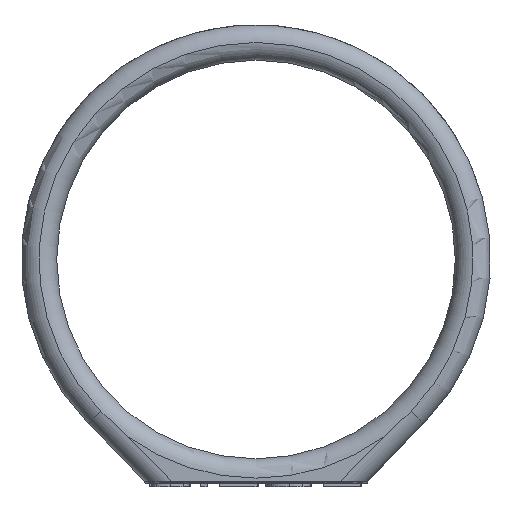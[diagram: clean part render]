
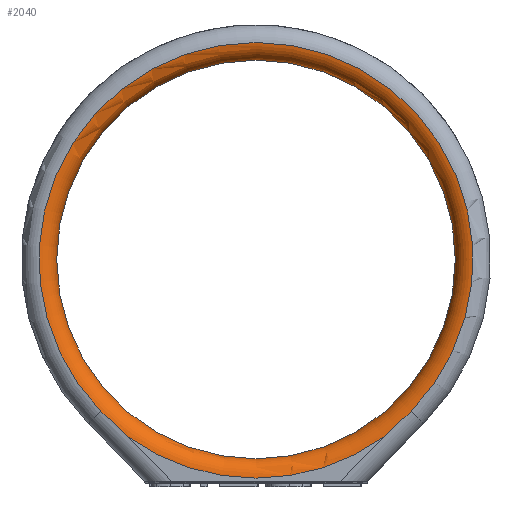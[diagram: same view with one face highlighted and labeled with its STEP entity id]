
A CAD part, front view. The second image highlights one B-rep face of the part: STEP entity #2040.
In plain terms, the highlighted toroidal (fillet/blend) face has major radius 113.127 mm and minor radius 10 mm.
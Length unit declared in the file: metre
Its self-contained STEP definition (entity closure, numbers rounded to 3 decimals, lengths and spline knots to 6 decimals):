
#58=TOROIDAL_SURFACE('',#2231,0.113127,0.01);
#106=B_SPLINE_CURVE_WITH_KNOTS('',3,(#3083,#3084,#3085,#3086),
 .UNSPECIFIED.,.F.,.F.,(4,4),(0.000818,0.020224),
 .UNSPECIFIED.);
#107=B_SPLINE_CURVE_WITH_KNOTS('',3,(#3092,#3093,#3094,#3095),
 .UNSPECIFIED.,.F.,.F.,(4,4),(-0.000048,0.019355),
 .UNSPECIFIED.);
#224=CIRCLE('',#2213,0.103127);
#227=CIRCLE('',#2218,0.113127);
#232=CIRCLE('',#2229,0.11229);
#435=ORIENTED_EDGE('',*,*,#1015,.F.);
#436=ORIENTED_EDGE('',*,*,#1027,.T.);
#437=ORIENTED_EDGE('',*,*,#1028,.T.);
#438=ORIENTED_EDGE('',*,*,#1030,.F.);
#439=ORIENTED_EDGE('',*,*,#1018,.F.);
#1015=EDGE_CURVE('',#1318,#1318,#224,.F.);
#1018=EDGE_CURVE('',#1319,#1320,#227,.T.);
#1027=EDGE_CURVE('',#1319,#1323,#106,.F.);
#1028=EDGE_CURVE('',#1323,#1324,#232,.F.);
#1030=EDGE_CURVE('',#1320,#1324,#107,.T.);
#1318=VERTEX_POINT('',#3053);
#1319=VERTEX_POINT('',#3059);
#1320=VERTEX_POINT('',#3060);
#1323=VERTEX_POINT('',#3082);
#1324=VERTEX_POINT('',#3089);
#1798=EDGE_LOOP('',(#435));
#1799=EDGE_LOOP('',(#436,#437,#438,#439));
#1912=FACE_BOUND('',#1798,.T.);
#1913=FACE_BOUND('',#1799,.T.);
#2040=ADVANCED_FACE('',(#1912,#1913),#58,.T.);
#2213=AXIS2_PLACEMENT_3D('',#3052,#2427,#2428);
#2218=AXIS2_PLACEMENT_3D('',#3058,#2437,#2438);
#2229=AXIS2_PLACEMENT_3D('',#3088,#2461,#2462);
#2231=AXIS2_PLACEMENT_3D('',#3091,#2465,#2466);
#2427=DIRECTION('',(0.,1.,0.));
#2428=DIRECTION('',(0.,0.,1.));
#2437=DIRECTION('',(0.,1.,0.));
#2438=DIRECTION('',(0.,0.,1.));
#2461=DIRECTION('',(0.,1.,0.));
#2462=DIRECTION('',(0.,0.,1.));
#2465=DIRECTION('',(0.,1.,0.));
#2466=DIRECTION('',(0.,0.,1.));
#3052=CARTESIAN_POINT('',(2.982901,-0.020317,0.142181));
#3053=CARTESIAN_POINT('',(2.982901,-0.020317,0.245308));
#3058=CARTESIAN_POINT('',(2.982901,-0.030317,0.142181));
#3059=CARTESIAN_POINT('',(3.048961,-0.030317,0.050346));
#3060=CARTESIAN_POINT('',(2.91684,-0.030317,0.050346));
#3082=CARTESIAN_POINT('',(3.063123,-0.030282,0.06361));
#3083=CARTESIAN_POINT('',(3.063123,-0.030282,0.06361));
#3084=CARTESIAN_POINT('',(3.058595,-0.030282,0.058987));
#3085=CARTESIAN_POINT('',(3.053867,-0.030317,0.054562));
#3086=CARTESIAN_POINT('',(3.048961,-0.030317,0.050346));
#3088=CARTESIAN_POINT('',(2.982901,-0.030282,0.142181));
#3089=CARTESIAN_POINT('',(2.902678,-0.030282,0.06361));
#3091=CARTESIAN_POINT('',(2.982901,-0.020317,0.142181));
#3092=CARTESIAN_POINT('',(2.91684,-0.030317,0.050346));
#3093=CARTESIAN_POINT('',(2.911934,-0.030317,0.054561));
#3094=CARTESIAN_POINT('',(2.907208,-0.030282,0.058985));
#3095=CARTESIAN_POINT('',(2.902678,-0.030282,0.06361));
